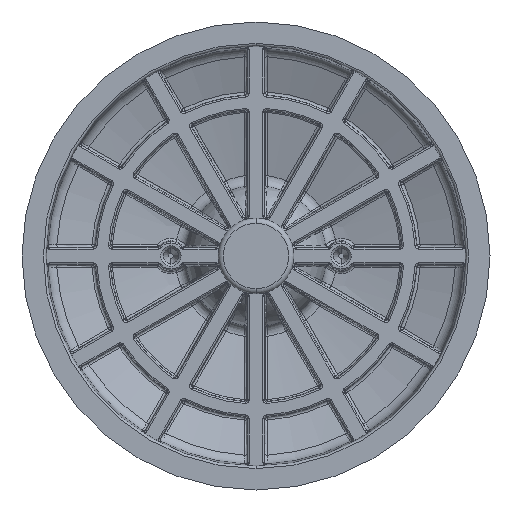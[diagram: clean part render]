
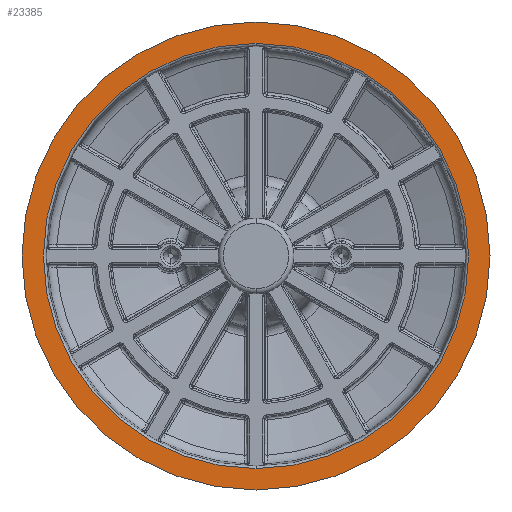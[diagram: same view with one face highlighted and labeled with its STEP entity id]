
A CAD part, front view. The second image highlights one B-rep face of the part: STEP entity #23385.
In plain terms, the highlighted planar face has unit normal (0, -1, 0).
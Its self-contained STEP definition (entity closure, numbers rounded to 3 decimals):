
#222 = DIRECTION ( 'NONE',  ( 0., 1., 0. ) ) ;
#602 = CIRCLE ( 'NONE', #686, 44.974 ) ;
#686 = AXIS2_PLACEMENT_3D ( 'NONE', #13810, #1326, #15910 ) ;
#1036 = EDGE_LOOP ( 'NONE', ( #13684, #8250 ) ) ;
#1326 = DIRECTION ( 'NONE',  ( 0., 1., 0. ) ) ;
#2861 = DIRECTION ( 'NONE',  ( 0., 0., -1. ) ) ;
#5988 = DIRECTION ( 'NONE',  ( 0., 1., 0. ) ) ;
#7457 = AXIS2_PLACEMENT_3D ( 'NONE', #24289, #11872, #26408 ) ;
#7561 = VERTEX_POINT ( 'NONE', #17964 ) ;
#7562 = ORIENTED_EDGE ( 'NONE', *, *, #22226, .F. ) ;
#8099 = AXIS2_PLACEMENT_3D ( 'NONE', #18441, #5988, #20510 ) ;
#8120 = EDGE_CURVE ( 'NONE', #8152, #7561, #13698, .T. ) ;
#8152 = VERTEX_POINT ( 'NONE', #26714 ) ;
#8179 = AXIS2_PLACEMENT_3D ( 'NONE', #12699, #222, #14803 ) ;
#8250 = ORIENTED_EDGE ( 'NONE', *, *, #11466, .T. ) ;
#10101 = EDGE_LOOP ( 'NONE', ( #23338, #7562 ) ) ;
#10841 = FACE_BOUND ( 'NONE', #1036, .T. ) ;
#11466 = EDGE_CURVE ( 'NONE', #12847, #26740, #19145, .T. ) ;
#11634 = EDGE_CURVE ( 'NONE', #26740, #12847, #602, .T. ) ;
#11872 = DIRECTION ( 'NONE',  ( 0., 1., 0. ) ) ;
#12697 = CARTESIAN_POINT ( 'NONE',  ( 0., 0., -44.974 ) ) ;
#12699 = CARTESIAN_POINT ( 'NONE',  ( 0., 0., 0. ) ) ;
#12847 = VERTEX_POINT ( 'NONE', #23856 ) ;
#13684 = ORIENTED_EDGE ( 'NONE', *, *, #11634, .T. ) ;
#13698 = CIRCLE ( 'NONE', #8099, 49.5 ) ;
#13810 = CARTESIAN_POINT ( 'NONE',  ( 0., 0., 0. ) ) ;
#14147 = CIRCLE ( 'NONE', #7457, 49.5 ) ;
#14803 = DIRECTION ( 'NONE',  ( 0., 0., -1. ) ) ;
#15355 = DIRECTION ( 'NONE',  ( 0., -1., 0. ) ) ;
#15910 = DIRECTION ( 'NONE',  ( 0., 0., -1. ) ) ;
#16392 = FACE_OUTER_BOUND ( 'NONE', #10101, .T. ) ;
#17964 = CARTESIAN_POINT ( 'NONE',  ( 0., 0., 49.5 ) ) ;
#18441 = CARTESIAN_POINT ( 'NONE',  ( 0., 0., 0. ) ) ;
#19145 = CIRCLE ( 'NONE', #8179, 44.974 ) ;
#19307 = CARTESIAN_POINT ( 'NONE',  ( -44.5, 0., 0. ) ) ;
#20510 = DIRECTION ( 'NONE',  ( 0., 0., 1. ) ) ;
#21457 = PLANE ( 'NONE',  #24348 ) ;
#22226 = EDGE_CURVE ( 'NONE', #7561, #8152, #14147, .T. ) ;
#23338 = ORIENTED_EDGE ( 'NONE', *, *, #8120, .F. ) ;
#23385 = ADVANCED_FACE ( 'NONE', ( #10841, #16392 ), #21457, .T. ) ;
#23856 = CARTESIAN_POINT ( 'NONE',  ( 0., 0., 44.974 ) ) ;
#24289 = CARTESIAN_POINT ( 'NONE',  ( 0., 0., 0. ) ) ;
#24348 = AXIS2_PLACEMENT_3D ( 'NONE', #19307, #15355, #2861 ) ;
#26408 = DIRECTION ( 'NONE',  ( 0., 0., 1. ) ) ;
#26714 = CARTESIAN_POINT ( 'NONE',  ( 0., 0., -49.5 ) ) ;
#26740 = VERTEX_POINT ( 'NONE', #12697 ) ;
